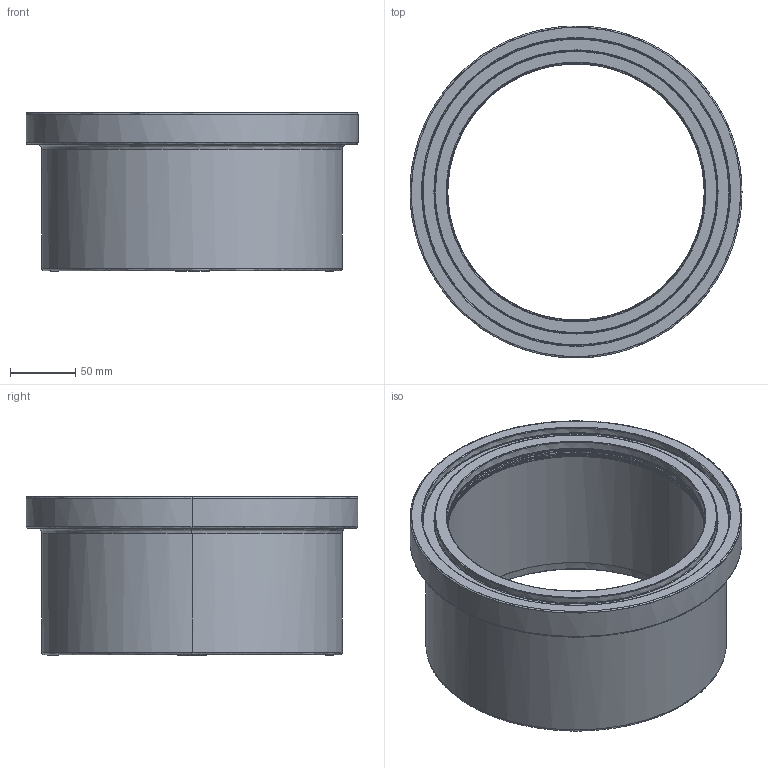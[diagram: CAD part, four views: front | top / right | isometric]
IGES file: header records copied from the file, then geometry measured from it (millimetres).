
Start section: SolidWorks IGES file using NURBS representation for surfaces
Global section: file name: 01 05 1021 200.IGS; native system: SolidWorks 2021; preprocessor: SolidWorks 2021; author: DMorais; date: 230516.103819; units: millimetre
Bounding box: 254 x 253.82 x 121.3 mm (x, y, z)
Surface area: 209059.4 mm2 (no closed solid volume)
Topology: 0 solids, 0 shells, 263 faces, 3469 edges, 3469 vertices
Faces by surface type: bspline 263
